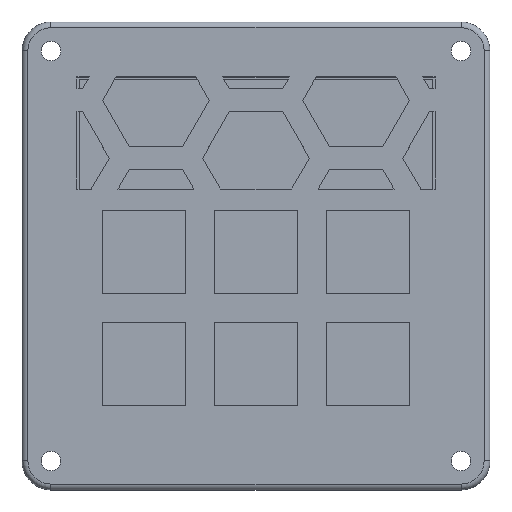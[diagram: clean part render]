
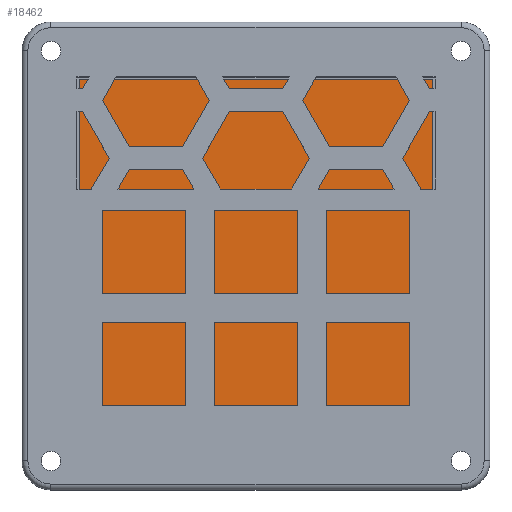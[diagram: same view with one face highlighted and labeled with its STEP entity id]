
A CAD part, top view. The second image highlights one B-rep face of the part: STEP entity #18462.
In plain terms, the highlighted planar face has unit normal (0, 0, 1).
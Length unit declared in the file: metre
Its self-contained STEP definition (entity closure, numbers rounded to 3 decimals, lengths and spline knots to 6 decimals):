
#1741=ORIENTED_EDGE('',*,*,#7435,.F.);
#1742=ORIENTED_EDGE('',*,*,#7439,.T.);
#1743=ORIENTED_EDGE('',*,*,#7442,.T.);
#1744=ORIENTED_EDGE('',*,*,#7444,.F.);
#7435=EDGE_CURVE('',#10289,#10290,#12197,.T.);
#7439=EDGE_CURVE('',#10289,#10292,#12201,.T.);
#7442=EDGE_CURVE('',#10292,#10294,#12204,.T.);
#7444=EDGE_CURVE('',#10290,#10294,#12206,.T.);
#10289=VERTEX_POINT('',#25754);
#10290=VERTEX_POINT('',#25756);
#10292=VERTEX_POINT('',#25762);
#10294=VERTEX_POINT('',#25768);
#12197=LINE('',#25755,#13913);
#12201=LINE('',#25763,#13917);
#12204=LINE('',#25769,#13920);
#12206=LINE('',#25772,#13922);
#13913=VECTOR('',#21040,1.);
#13917=VECTOR('',#21046,1.);
#13920=VECTOR('',#21051,1.);
#13922=VECTOR('',#21055,1.);
#15631=EDGE_LOOP('',(#1741,#1742,#1743,#1744));
#16811=FACE_BOUND('',#15631,.T.);
#17991=PLANE('',#19540);
#18462=ADVANCED_FACE('',(#16811),#17991,.T.);
#19540=AXIS2_PLACEMENT_3D('',#25773,#21056,#21057);
#21040=DIRECTION('',(1.,0.,0.));
#21046=DIRECTION('',(0.,-1.,0.));
#21051=DIRECTION('',(1.,0.,0.));
#21055=DIRECTION('',(0.,-1.,0.));
#21056=DIRECTION('',(0.,0.,1.));
#21057=DIRECTION('',(1.,0.,0.));
#25754=CARTESIAN_POINT('',(-0.0305,0.0305,0.005));
#25755=CARTESIAN_POINT('',(0.,0.0305,0.005));
#25756=CARTESIAN_POINT('',(0.0305,0.0305,0.005));
#25762=CARTESIAN_POINT('',(-0.0305,-0.0305,0.005));
#25763=CARTESIAN_POINT('',(-0.0305,0.,0.005));
#25768=CARTESIAN_POINT('',(0.0305,-0.0305,0.005));
#25769=CARTESIAN_POINT('',(0.,-0.0305,0.005));
#25772=CARTESIAN_POINT('',(0.0305,0.,0.005));
#25773=CARTESIAN_POINT('',(0.,0.,0.005));
